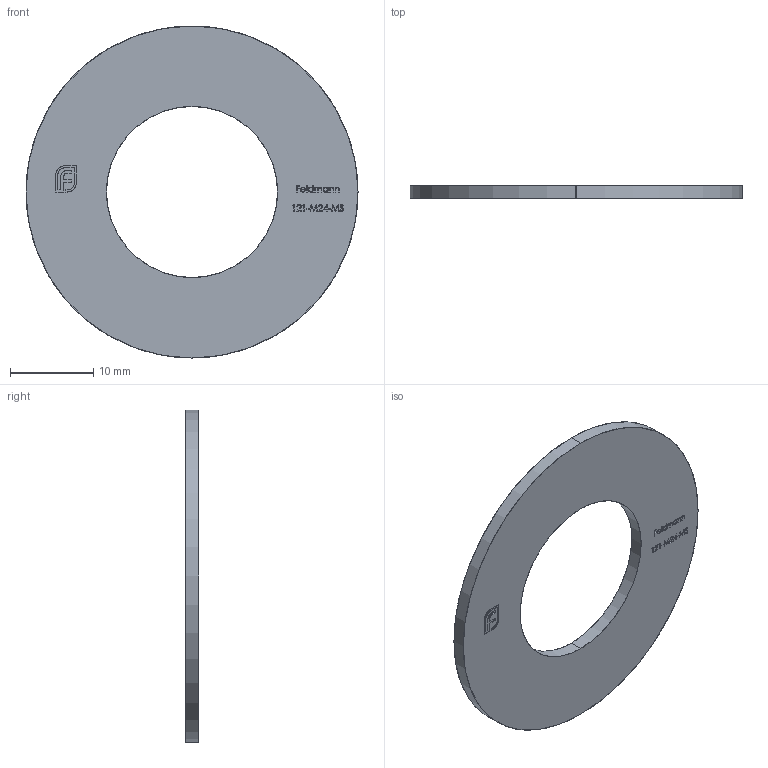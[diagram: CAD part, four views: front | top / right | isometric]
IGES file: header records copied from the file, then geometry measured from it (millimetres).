
Start section: SolidWorks IGES file using analytic representation for surfaces
Global section: file name: 121-M24-MS.igs; native system: SolidWorks 2018; preprocessor: SolidWorks 2018; author: Christian; date: 220718.092121; units: millimetre
Bounding box: 40 x 1.6 x 40 mm (x, y, z)
Surface area: 2159.9 mm2 (no closed solid volume)
Topology: 0 solids, 0 shells, 273 faces, 2564 edges, 2564 vertices
Faces by surface type: bspline 269, revolution 4
